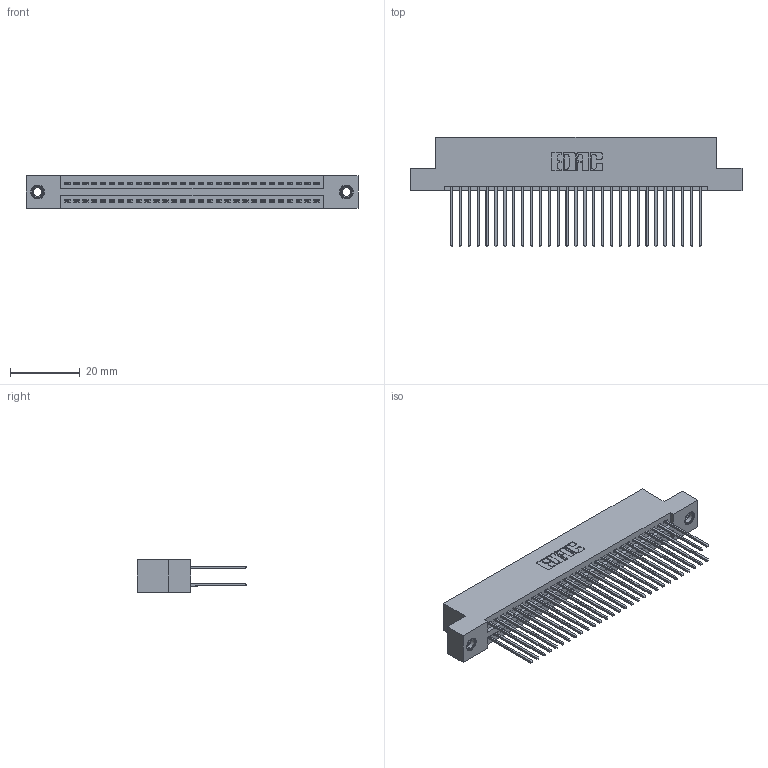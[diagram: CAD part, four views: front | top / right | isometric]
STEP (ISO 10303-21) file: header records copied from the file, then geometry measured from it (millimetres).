
FILE_DESCRIPTION (( 'STEP AP203' ), '1' );
FILE_NAME ('345-058-542-207.STEP', '2019-10-30T05:28:49', ( '' ), ( '' ), 'SwSTEP 2.0', 'SolidWorks 2016', '' );
FILE_SCHEMA (( 'CONFIG_CONTROL_DESIGN' ));
Length unit declared in the file: inch
Products named in the file (4): 345-250-001_345-250-005-103; 345-058-542-207; 345-292-001_345-293-142; 345 Part_Flush Mounting Lugs - 0.156 Dia-TI
Assembly tree (61 placements, depth 2):
  345-058-542-207
    345 Part_Flush Mounting Lugs - 0.156 Dia-TI
    345-292-001_345-293-142  x58
    345-250-001_345-250-005-103  x2
Bounding box: 94.87 x 31.29 x 9.4 mm (x, y, z)
Volume: 9351.9 mm3; surface area: 14863.2 mm2
Topology: 61 solids, 61 shells, 3086 faces, 9119 edges, 5994 vertices
Faces by surface type: plane 2026, cylinder 1044, cone 12, torus 4
Entity records: 25708 total; most frequent: CARTESIAN_POINT 4303, ORIENTED_EDGE 4230, DIRECTION 3837, EDGE_CURVE 2115, LINE 1847, VECTOR 1847, VERTEX_POINT 1404, AXIS2_PLACEMENT_3D 995
